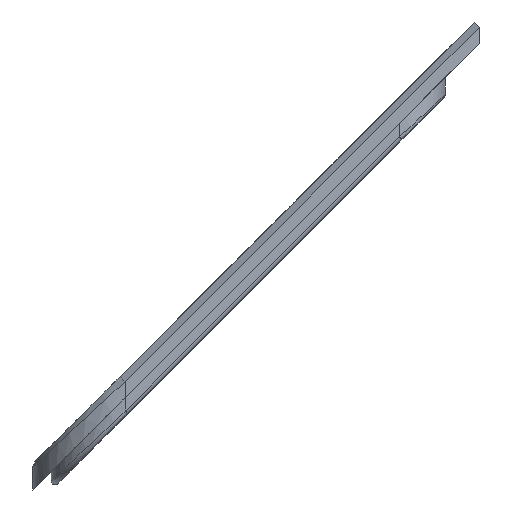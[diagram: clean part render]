
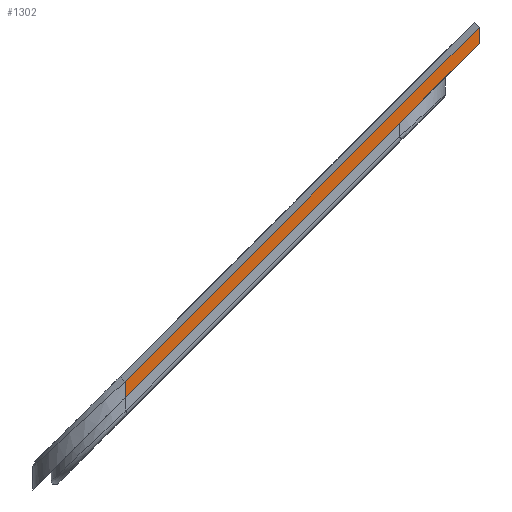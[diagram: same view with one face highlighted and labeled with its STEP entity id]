
A CAD part, front view. The second image highlights one B-rep face of the part: STEP entity #1302.
In plain terms, the highlighted planar face has unit normal (0, -1, 0).
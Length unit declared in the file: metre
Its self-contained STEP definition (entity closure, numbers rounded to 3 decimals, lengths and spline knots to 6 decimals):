
#284=ORIENTED_EDGE('',*,*,#622,.F.);
#285=ORIENTED_EDGE('',*,*,#632,.T.);
#286=ORIENTED_EDGE('',*,*,#630,.T.);
#287=ORIENTED_EDGE('',*,*,#606,.T.);
#606=EDGE_CURVE('',#772,#771,#893,.T.);
#622=EDGE_CURVE('',#786,#771,#900,.T.);
#630=EDGE_CURVE('',#790,#772,#906,.T.);
#632=EDGE_CURVE('',#786,#790,#907,.T.);
#771=VERTEX_POINT('',#2023);
#772=VERTEX_POINT('',#2025);
#786=VERTEX_POINT('',#2138);
#790=VERTEX_POINT('',#2226);
#893=LINE('',#2024,#1003);
#900=LINE('',#2139,#1010);
#906=LINE('',#2225,#1016);
#907=LINE('',#2270,#1017);
#1003=VECTOR('',#1645,1.);
#1010=VECTOR('',#1662,1.);
#1016=VECTOR('',#1676,1.);
#1017=VECTOR('',#1679,1.);
#1091=EDGE_LOOP('',(#284,#285,#286,#287));
#1180=FACE_BOUND('',#1091,.T.);
#1252=PLANE('',#1420);
#1302=ADVANCED_FACE('',(#1180),#1252,.F.);
#1420=AXIS2_PLACEMENT_3D('',#2269,#1677,#1678);
#1645=DIRECTION('',(0.707,0.,0.707));
#1662=DIRECTION('',(0.,0.,-1.));
#1676=DIRECTION('',(0.,0.,-1.));
#1677=DIRECTION('',(0.,1.,0.));
#1678=DIRECTION('',(-1.,0.,0.));
#1679=DIRECTION('',(-0.707,0.,-0.707));
#2023=CARTESIAN_POINT('',(-0.063632,-0.04,0.184774));
#2024=CARTESIAN_POINT('',(-0.085036,-0.04,0.163371));
#2025=CARTESIAN_POINT('',(-0.140407,-0.04,0.108));
#2138=CARTESIAN_POINT('',(-0.063632,-0.04,0.18831));
#2139=CARTESIAN_POINT('',(-0.063632,-0.04,0.190431));
#2225=CARTESIAN_POINT('',(-0.140407,-0.04,0.113657));
#2226=CARTESIAN_POINT('',(-0.140407,-0.04,0.111536));
#2269=CARTESIAN_POINT('',(-0.085036,-0.04,0.169028));
#2270=CARTESIAN_POINT('',(-0.139346,-0.04,0.112596));
